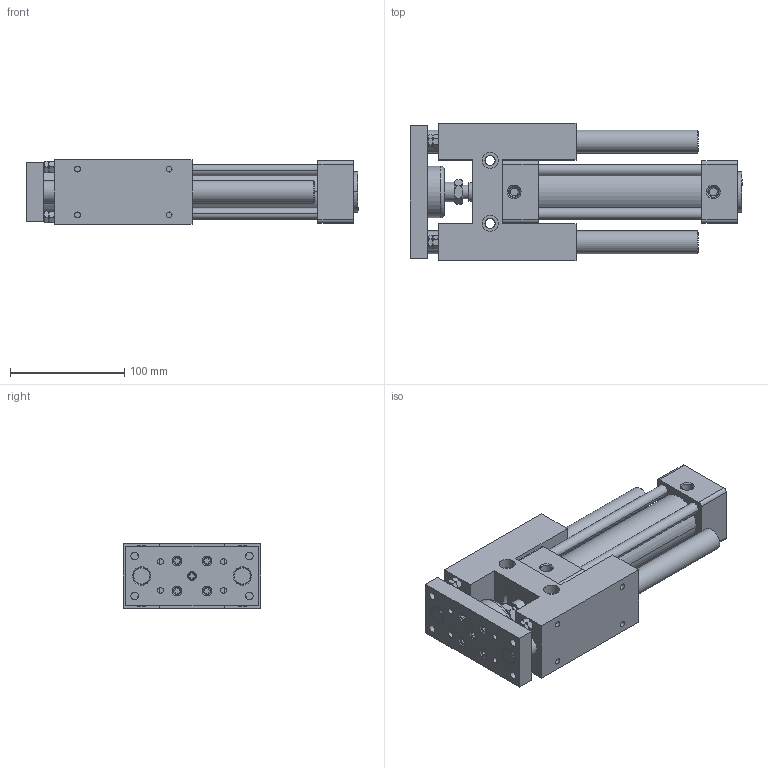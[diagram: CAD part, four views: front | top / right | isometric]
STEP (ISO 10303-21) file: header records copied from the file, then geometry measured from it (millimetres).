
FILE_DESCRIPTION((''),'2;1');
FILE_NAME('MGC040X100M.STEP','2012-11-22T13:49:14',('Administrator'),(''),'CADlook_v9.0','Cimatron E 8.0','');
FILE_SCHEMA(('AUTOMOTIVE_DESIGN { 1 2 10303 214 0 1 1 1 }'));
Length unit declared in the file: millimetre
Bounding box: 290 x 120 x 56 mm (x, y, z)
Volume: 1117553.4 mm3; surface area: 193492.1 mm2
Topology: 2 solids, 2 shells, 337 faces, 931 edges, 649 vertices
Faces by surface type: plane 139, torus 109, cylinder 68, cone 21
Full cylindrical faces by diameter (mm): 5.1 x16, 6 x4, 6.75 x4, 8.6 x2, 9 x2, 12 x1, 14 x2, 17 x1, 20 x4, 35 x1, 45 x1
Entity records: 17449 total; most frequent: CARTESIAN_POINT 6270, ORIENTED_EDGE 1746, DIRECTION 1682, EDGE_CURVE 873, AXIS2_PLACEMENT_3D 687, VERTEX_POINT 649, EDGE_LOOP 478, CIRCLE 349
